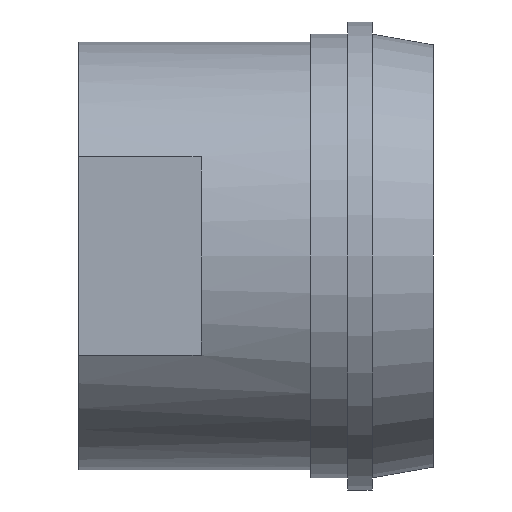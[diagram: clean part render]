
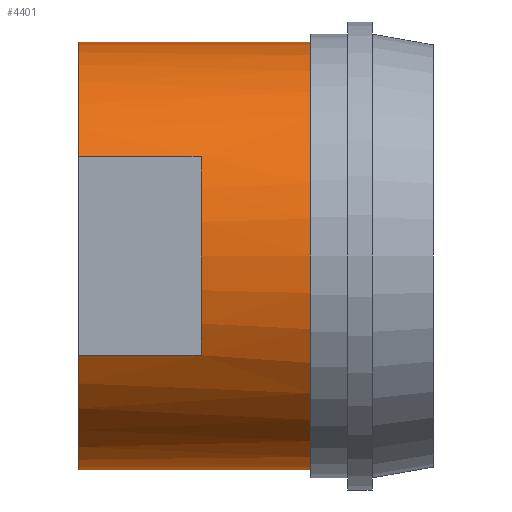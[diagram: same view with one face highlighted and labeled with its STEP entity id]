
A CAD part, front view. The second image highlights one B-rep face of the part: STEP entity #4401.
In plain terms, the highlighted cylindrical face has radius 17.5 mm (diameter 35 mm), a partial arc.
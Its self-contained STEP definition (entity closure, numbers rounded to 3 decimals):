
#48 = ORIENTED_EDGE ( 'NONE', *, *, #4089, .F. ) ;
#162 = CARTESIAN_POINT ( 'NONE',  ( -19., -15.5, -8.124 ) ) ;
#229 = VERTEX_POINT ( 'NONE', #4278 ) ;
#234 = CARTESIAN_POINT ( 'NONE',  ( -10., 0., -17.5 ) ) ;
#290 = VERTEX_POINT ( 'NONE', #3157 ) ;
#666 = CARTESIAN_POINT ( 'NONE',  ( -19., -15.5, 8.124 ) ) ;
#679 = CARTESIAN_POINT ( 'NONE',  ( -29., -15.5, 8.124 ) ) ;
#680 = CARTESIAN_POINT ( 'NONE',  ( -45.952, -15.5, -8.124 ) ) ;
#710 = DIRECTION ( 'NONE',  ( -1., 0., 0. ) ) ;
#714 = VERTEX_POINT ( 'NONE', #162 ) ;
#767 = VERTEX_POINT ( 'NONE', #5184 ) ;
#1363 = VECTOR ( 'NONE', #3542, 1000. ) ;
#1478 = DIRECTION ( 'NONE',  ( -1., 0., 0. ) ) ;
#1545 = EDGE_CURVE ( 'NONE', #3150, #2115, #4041, .T. ) ;
#1699 = EDGE_LOOP ( 'NONE', ( #3902, #4055, #3975, #3523, #2348, #48, #3165, #3237 ) ) ;
#1764 = EDGE_CURVE ( 'NONE', #767, #290, #5161, .T. ) ;
#1895 = DIRECTION ( 'NONE',  ( 0., 0., -1. ) ) ;
#1920 = DIRECTION ( 'NONE',  ( -1., 0., 0. ) ) ;
#1921 = LINE ( 'NONE', #4876, #2412 ) ;
#2115 = VERTEX_POINT ( 'NONE', #2615 ) ;
#2198 = CARTESIAN_POINT ( 'NONE',  ( -29., 0., 0. ) ) ;
#2262 = CARTESIAN_POINT ( 'NONE',  ( -10., 0., 0. ) ) ;
#2302 = CARTESIAN_POINT ( 'NONE',  ( -45.952, 0., 17.5 ) ) ;
#2348 = ORIENTED_EDGE ( 'NONE', *, *, #2392, .T. ) ;
#2373 = EDGE_CURVE ( 'NONE', #714, #290, #4033, .T. ) ;
#2392 = EDGE_CURVE ( 'NONE', #3150, #2587, #1921, .T. ) ;
#2412 = VECTOR ( 'NONE', #5251, 1000. ) ;
#2565 = AXIS2_PLACEMENT_3D ( 'NONE', #2198, #4641, #3388 ) ;
#2587 = VERTEX_POINT ( 'NONE', #666 ) ;
#2615 = CARTESIAN_POINT ( 'NONE',  ( -29., 0., 17.5 ) ) ;
#2622 = VERTEX_POINT ( 'NONE', #234 ) ;
#2625 = CARTESIAN_POINT ( 'NONE',  ( -29., 0., 0. ) ) ;
#2643 = EDGE_CURVE ( 'NONE', #229, #2115, #2758, .T. ) ;
#2758 = LINE ( 'NONE', #2302, #5009 ) ;
#2979 = FACE_OUTER_BOUND ( 'NONE', #1699, .T. ) ;
#3002 = AXIS2_PLACEMENT_3D ( 'NONE', #3099, #3155, #1895 ) ;
#3076 = CIRCLE ( 'NONE', #4062, 17.5 ) ;
#3099 = CARTESIAN_POINT ( 'NONE',  ( -19., 0., 0. ) ) ;
#3150 = VERTEX_POINT ( 'NONE', #679 ) ;
#3155 = DIRECTION ( 'NONE',  ( -1., 0., 0. ) ) ;
#3157 = CARTESIAN_POINT ( 'NONE',  ( -29., -15.5, -8.124 ) ) ;
#3165 = ORIENTED_EDGE ( 'NONE', *, *, #2373, .T. ) ;
#3237 = ORIENTED_EDGE ( 'NONE', *, *, #1764, .F. ) ;
#3326 = EDGE_CURVE ( 'NONE', #2622, #229, #3076, .T. ) ;
#3388 = DIRECTION ( 'NONE',  ( 0., 0., 1. ) ) ;
#3389 = CYLINDRICAL_SURFACE ( 'NONE', #5269, 17.5 ) ;
#3437 = VECTOR ( 'NONE', #4168, 1000. ) ;
#3517 = AXIS2_PLACEMENT_3D ( 'NONE', #2625, #710, #5103 ) ;
#3523 = ORIENTED_EDGE ( 'NONE', *, *, #1545, .F. ) ;
#3542 = DIRECTION ( 'NONE',  ( -1., 0., 0. ) ) ;
#3731 = LINE ( 'NONE', #4958, #3437 ) ;
#3750 = EDGE_CURVE ( 'NONE', #2622, #767, #3731, .T. ) ;
#3771 = CARTESIAN_POINT ( 'NONE',  ( -45.952, 0., 0. ) ) ;
#3902 = ORIENTED_EDGE ( 'NONE', *, *, #3750, .F. ) ;
#3975 = ORIENTED_EDGE ( 'NONE', *, *, #2643, .T. ) ;
#4033 = LINE ( 'NONE', #680, #1363 ) ;
#4041 = CIRCLE ( 'NONE', #2565, 17.5 ) ;
#4055 = ORIENTED_EDGE ( 'NONE', *, *, #3326, .T. ) ;
#4056 = CIRCLE ( 'NONE', #3002, 17.5 ) ;
#4062 = AXIS2_PLACEMENT_3D ( 'NONE', #2262, #1920, #5223 ) ;
#4089 = EDGE_CURVE ( 'NONE', #714, #2587, #4056, .T. ) ;
#4168 = DIRECTION ( 'NONE',  ( -1., 0., 0. ) ) ;
#4182 = DIRECTION ( 'NONE',  ( 0., 0., 1. ) ) ;
#4278 = CARTESIAN_POINT ( 'NONE',  ( -10., 0., 17.5 ) ) ;
#4401 = ADVANCED_FACE ( 'NONE', ( #2979 ), #3389, .T. ) ;
#4641 = DIRECTION ( 'NONE',  ( -1., 0., 0. ) ) ;
#4642 = DIRECTION ( 'NONE',  ( -1., 0., 0. ) ) ;
#4876 = CARTESIAN_POINT ( 'NONE',  ( -45.952, -15.5, 8.124 ) ) ;
#4958 = CARTESIAN_POINT ( 'NONE',  ( -45.952, 0., -17.5 ) ) ;
#5009 = VECTOR ( 'NONE', #1478, 1000. ) ;
#5103 = DIRECTION ( 'NONE',  ( 0., 0., 1. ) ) ;
#5161 = CIRCLE ( 'NONE', #3517, 17.5 ) ;
#5184 = CARTESIAN_POINT ( 'NONE',  ( -29., 0., -17.5 ) ) ;
#5223 = DIRECTION ( 'NONE',  ( 0., 0., 1. ) ) ;
#5251 = DIRECTION ( 'NONE',  ( 1., 0., 0. ) ) ;
#5269 = AXIS2_PLACEMENT_3D ( 'NONE', #3771, #4642, #4182 ) ;
